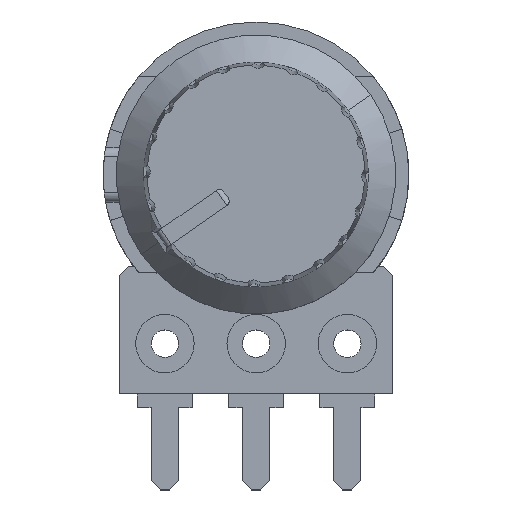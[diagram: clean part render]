
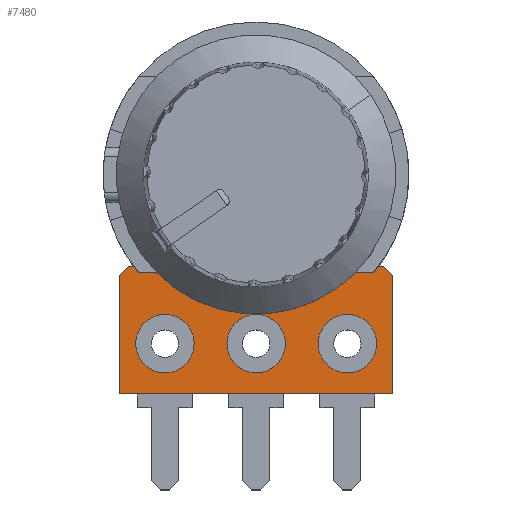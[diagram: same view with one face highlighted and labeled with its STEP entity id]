
A CAD part, top view. The second image highlights one B-rep face of the part: STEP entity #7480.
In plain terms, the highlighted planar face has unit normal (0, 0, 1).
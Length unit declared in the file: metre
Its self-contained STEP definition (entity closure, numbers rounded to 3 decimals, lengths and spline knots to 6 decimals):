
#28 = PLANE ( 'NONE',  #8572 ) ;
#70 = VERTEX_POINT ( 'NONE', #2915 ) ;
#199 = DIRECTION ( 'NONE',  ( 0., 0., 1. ) ) ;
#252 = CARTESIAN_POINT ( 'NONE',  ( -0.006719, -0.005, 0.0071 ) ) ;
#259 = EDGE_CURVE ( 'NONE', #738, #4748, #9885, .T. ) ;
#273 = CIRCLE ( 'NONE', #7222, 0.0016 ) ;
#337 = CARTESIAN_POINT ( 'NONE',  ( -0.004991, -0.00925, 0.0071 ) ) ;
#431 = VERTEX_POINT ( 'NONE', #252 ) ;
#436 = CARTESIAN_POINT ( 'NONE',  ( -0.001591, -0.00925, 0.0071 ) ) ;
#439 = FACE_OUTER_BOUND ( 'NONE', #3162, .T. ) ;
#458 = DIRECTION ( 'NONE',  ( 0., 0., 1. ) ) ;
#574 = EDGE_CURVE ( 'NONE', #4748, #738, #3633, .T. ) ;
#596 = CARTESIAN_POINT ( 'NONE',  ( 0.006719, -0.005, 0.0071 ) ) ;
#634 = CARTESIAN_POINT ( 'NONE',  ( -0.0075, -0.005, 0.0071 ) ) ;
#669 = VECTOR ( 'NONE', #5107, 1. ) ;
#738 = VERTEX_POINT ( 'NONE', #2843 ) ;
#744 = VECTOR ( 'NONE', #2520, 1. ) ;
#804 = CARTESIAN_POINT ( 'NONE',  ( -0.007, -0.005, 0.0071 ) ) ;
#915 = FACE_BOUND ( 'NONE', #2699, .T. ) ;
#1233 = CIRCLE ( 'NONE', #8457, 0.0016 ) ;
#1239 = VERTEX_POINT ( 'NONE', #804 ) ;
#1377 = DIRECTION ( 'NONE',  ( -1., 0., 0. ) ) ;
#1380 = ORIENTED_EDGE ( 'NONE', *, *, #7659, .T. ) ;
#1425 = DIRECTION ( 'NONE',  ( -1., 0., 0. ) ) ;
#1426 = CARTESIAN_POINT ( 'NONE',  ( -0.001, 0.001, 0.0071 ) ) ;
#1454 = DIRECTION ( 'NONE',  ( 0., 0., 1. ) ) ;
#1476 = CARTESIAN_POINT ( 'NONE',  ( -0.006423, -0.005375, 0.0071 ) ) ;
#1543 = LINE ( 'NONE', #2023, #669 ) ;
#1575 = EDGE_LOOP ( 'NONE', ( #8505, #8237 ) ) ;
#1604 = CARTESIAN_POINT ( 'NONE',  ( 0., 0., 0.0071 ) ) ;
#1824 = CARTESIAN_POINT ( 'NONE',  ( -0.006525, -0.005253, 0.0071 ) ) ;
#1914 = FACE_BOUND ( 'NONE', #7678, .T. ) ;
#1915 = ORIENTED_EDGE ( 'NONE', *, *, #3729, .T. ) ;
#1953 = EDGE_CURVE ( 'NONE', #9182, #2295, #273, .T. ) ;
#1986 = LINE ( 'NONE', #7200, #744 ) ;
#2023 = CARTESIAN_POINT ( 'NONE',  ( -0.0075, -0.005, 0.0071 ) ) ;
#2048 = CARTESIAN_POINT ( 'NONE',  ( -0.004991, -0.00925, 0.0071 ) ) ;
#2076 = DIRECTION ( 'NONE',  ( 0., 0., 1. ) ) ;
#2201 = ORIENTED_EDGE ( 'NONE', *, *, #3082, .T. ) ;
#2226 = CARTESIAN_POINT ( 'NONE',  ( 0.006719, -0.005, 0.0071 ) ) ;
#2295 = VERTEX_POINT ( 'NONE', #3882 ) ;
#2323 = DIRECTION ( 'NONE',  ( -0.707, 0.707, 0. ) ) ;
#2427 = CARTESIAN_POINT ( 'NONE',  ( 0.005009, -0.00925, 0.0071 ) ) ;
#2474 = LINE ( 'NONE', #9648, #10095 ) ;
#2520 = DIRECTION ( 'NONE',  ( 0., 1., 0. ) ) ;
#2527 = ORIENTED_EDGE ( 'NONE', *, *, #3865, .F. ) ;
#2559 = CARTESIAN_POINT ( 'NONE',  ( -0.006624, -0.005128, 0.0071 ) ) ;
#2561 = B_SPLINE_CURVE_WITH_KNOTS ( 'NONE', 3,
 ( #7836, #2559, #1824, #3420 ),
 .UNSPECIFIED., .F., .F.,
 ( 4, 4 ),
 ( 0.958736, 1. ),
 .UNSPECIFIED. ) ;
#2609 = AXIS2_PLACEMENT_3D ( 'NONE', #2427, #4009, #9395 ) ;
#2625 = ORIENTED_EDGE ( 'NONE', *, *, #3758, .F. ) ;
#2644 = VECTOR ( 'NONE', #1377, 1. ) ;
#2699 = EDGE_LOOP ( 'NONE', ( #7482, #7976 ) ) ;
#2749 = CARTESIAN_POINT ( 'NONE',  ( 0.007, -0.005, 0.0071 ) ) ;
#2843 = CARTESIAN_POINT ( 'NONE',  ( 0.003409, -0.00925, 0.0071 ) ) ;
#2915 = CARTESIAN_POINT ( 'NONE',  ( 0.006423, -0.005375, 0.0071 ) ) ;
#2949 = VERTEX_POINT ( 'NONE', #6562 ) ;
#3082 = EDGE_CURVE ( 'NONE', #1239, #5255, #7400, .T. ) ;
#3134 = CARTESIAN_POINT ( 'NONE',  ( -0.006591, -0.00925, 0.0071 ) ) ;
#3162 = EDGE_LOOP ( 'NONE', ( #1915, #7956, #6369, #5417, #2625, #2527, #10059, #2201, #1380, #5890 ) ) ;
#3196 = DIRECTION ( 'NONE',  ( 1., 0., 0. ) ) ;
#3312 = DIRECTION ( 'NONE',  ( 1., 0., 0. ) ) ;
#3420 = CARTESIAN_POINT ( 'NONE',  ( -0.006423, -0.005375, 0.0071 ) ) ;
#3633 = CIRCLE ( 'NONE', #10088, 0.0016 ) ;
#3729 = EDGE_CURVE ( 'NONE', #6738, #4506, #1986, .T. ) ;
#3758 = EDGE_CURVE ( 'NONE', #7076, #70, #2474, .T. ) ;
#3865 = EDGE_CURVE ( 'NONE', #431, #7076, #2561, .T. ) ;
#3876 = LINE ( 'NONE', #634, #5365 ) ;
#3882 = CARTESIAN_POINT ( 'NONE',  ( -0.003391, -0.00925, 0.0071 ) ) ;
#4009 = DIRECTION ( 'NONE',  ( 0., 0., 1. ) ) ;
#4265 = FACE_BOUND ( 'NONE', #1575, .T. ) ;
#4351 = B_SPLINE_CURVE_WITH_KNOTS ( 'NONE', 3,
 ( #5328, #6903, #5979, #596 ),
 .UNSPECIFIED., .F., .F.,
 ( 4, 4 ),
 ( 0., 0.041106 ),
 .UNSPECIFIED. ) ;
#4506 = VERTEX_POINT ( 'NONE', #10039 ) ;
#4648 = VERTEX_POINT ( 'NONE', #2226 ) ;
#4665 = EDGE_CURVE ( 'NONE', #7485, #8352, #1233, .T. ) ;
#4669 = DIRECTION ( 'NONE',  ( -0.707, -0.707, 0. ) ) ;
#4695 = CARTESIAN_POINT ( 'NONE',  ( 0.000009, -0.00925, 0.0071 ) ) ;
#4697 = ORIENTED_EDGE ( 'NONE', *, *, #259, .F. ) ;
#4748 = VERTEX_POINT ( 'NONE', #7460 ) ;
#5050 = AXIS2_PLACEMENT_3D ( 'NONE', #2048, #7536, #9074 ) ;
#5107 = DIRECTION ( 'NONE',  ( 0., -1., 0. ) ) ;
#5121 = LINE ( 'NONE', #8516, #2644 ) ;
#5254 = CIRCLE ( 'NONE', #7915, 0.0016 ) ;
#5255 = VERTEX_POINT ( 'NONE', #6344 ) ;
#5328 = CARTESIAN_POINT ( 'NONE',  ( 0.006423, -0.005375, 0.0071 ) ) ;
#5365 = VECTOR ( 'NONE', #1425, 1. ) ;
#5417 = ORIENTED_EDGE ( 'NONE', *, *, #5457, .F. ) ;
#5457 = EDGE_CURVE ( 'NONE', #70, #4648, #4351, .T. ) ;
#5712 = LINE ( 'NONE', #8893, #7543 ) ;
#5745 = DIRECTION ( 'NONE',  ( 1., 0., 0. ) ) ;
#5890 = ORIENTED_EDGE ( 'NONE', *, *, #9052, .T. ) ;
#5892 = EDGE_CURVE ( 'NONE', #2295, #9182, #9807, .T. ) ;
#5941 = CARTESIAN_POINT ( 'NONE',  ( 0.005009, -0.00925, 0.0071 ) ) ;
#5979 = CARTESIAN_POINT ( 'NONE',  ( 0.006624, -0.005128, 0.0071 ) ) ;
#6344 = CARTESIAN_POINT ( 'NONE',  ( -0.0075, -0.0055, 0.0071 ) ) ;
#6369 = ORIENTED_EDGE ( 'NONE', *, *, #8761, .T. ) ;
#6562 = CARTESIAN_POINT ( 'NONE',  ( -0.0075, -0.012, 0.0071 ) ) ;
#6724 = DIRECTION ( 'NONE',  ( 1., 0., 0. ) ) ;
#6729 = DIRECTION ( 'NONE',  ( 1., 0., 0. ) ) ;
#6738 = VERTEX_POINT ( 'NONE', #7773 ) ;
#6903 = CARTESIAN_POINT ( 'NONE',  ( 0.006525, -0.005253, 0.0071 ) ) ;
#6914 = VECTOR ( 'NONE', #4669, 1. ) ;
#7021 = EDGE_CURVE ( 'NONE', #8352, #7485, #5254, .T. ) ;
#7031 = CARTESIAN_POINT ( 'NONE',  ( 0.001, 0.001, 0.0071 ) ) ;
#7076 = VERTEX_POINT ( 'NONE', #1476 ) ;
#7132 = DIRECTION ( 'NONE',  ( 0., 0., 1. ) ) ;
#7200 = CARTESIAN_POINT ( 'NONE',  ( 0.0075, -0.005, 0.0071 ) ) ;
#7222 = AXIS2_PLACEMENT_3D ( 'NONE', #337, #199, #5745 ) ;
#7400 = LINE ( 'NONE', #1426, #6914 ) ;
#7423 = LINE ( 'NONE', #7031, #8757 ) ;
#7460 = CARTESIAN_POINT ( 'NONE',  ( 0.006609, -0.00925, 0.0071 ) ) ;
#7480 = ADVANCED_FACE ( 'NONE', ( #915, #1914, #4265, #439 ), #28, .T. ) ;
#7482 = ORIENTED_EDGE ( 'NONE', *, *, #1953, .F. ) ;
#7485 = VERTEX_POINT ( 'NONE', #8741 ) ;
#7535 = CARTESIAN_POINT ( 'NONE',  ( 0.000009, -0.00925, 0.0071 ) ) ;
#7536 = DIRECTION ( 'NONE',  ( 0., 0., 1. ) ) ;
#7543 = VECTOR ( 'NONE', #9712, 1. ) ;
#7612 = VERTEX_POINT ( 'NONE', #2749 ) ;
#7659 = EDGE_CURVE ( 'NONE', #5255, #2949, #1543, .T. ) ;
#7678 = EDGE_LOOP ( 'NONE', ( #4697, #7937 ) ) ;
#7773 = CARTESIAN_POINT ( 'NONE',  ( 0.0075, -0.012, 0.0071 ) ) ;
#7836 = CARTESIAN_POINT ( 'NONE',  ( -0.006719, -0.005, 0.0071 ) ) ;
#7915 = AXIS2_PLACEMENT_3D ( 'NONE', #7535, #2076, #6724 ) ;
#7937 = ORIENTED_EDGE ( 'NONE', *, *, #574, .F. ) ;
#7956 = ORIENTED_EDGE ( 'NONE', *, *, #8821, .T. ) ;
#7976 = ORIENTED_EDGE ( 'NONE', *, *, #5892, .F. ) ;
#8237 = ORIENTED_EDGE ( 'NONE', *, *, #4665, .F. ) ;
#8352 = VERTEX_POINT ( 'NONE', #436 ) ;
#8457 = AXIS2_PLACEMENT_3D ( 'NONE', #4695, #1454, #10073 ) ;
#8465 = EDGE_CURVE ( 'NONE', #431, #1239, #3876, .T. ) ;
#8505 = ORIENTED_EDGE ( 'NONE', *, *, #7021, .F. ) ;
#8516 = CARTESIAN_POINT ( 'NONE',  ( 0.006719, -0.005, 0.0071 ) ) ;
#8572 = AXIS2_PLACEMENT_3D ( 'NONE', #1604, #7132, #3196 ) ;
#8741 = CARTESIAN_POINT ( 'NONE',  ( 0.001609, -0.00925, 0.0071 ) ) ;
#8757 = VECTOR ( 'NONE', #2323, 1. ) ;
#8761 = EDGE_CURVE ( 'NONE', #7612, #4648, #5121, .T. ) ;
#8821 = EDGE_CURVE ( 'NONE', #4506, #7612, #7423, .T. ) ;
#8893 = CARTESIAN_POINT ( 'NONE',  ( -0.0075, -0.012, 0.0071 ) ) ;
#9052 = EDGE_CURVE ( 'NONE', #2949, #6738, #5712, .T. ) ;
#9074 = DIRECTION ( 'NONE',  ( 1., 0., 0. ) ) ;
#9182 = VERTEX_POINT ( 'NONE', #3134 ) ;
#9395 = DIRECTION ( 'NONE',  ( 1., 0., 0. ) ) ;
#9648 = CARTESIAN_POINT ( 'NONE',  ( -0.006423, -0.005375, 0.0071 ) ) ;
#9712 = DIRECTION ( 'NONE',  ( 1., 0., 0. ) ) ;
#9807 = CIRCLE ( 'NONE', #5050, 0.0016 ) ;
#9885 = CIRCLE ( 'NONE', #2609, 0.0016 ) ;
#10039 = CARTESIAN_POINT ( 'NONE',  ( 0.0075, -0.0055, 0.0071 ) ) ;
#10059 = ORIENTED_EDGE ( 'NONE', *, *, #8465, .T. ) ;
#10073 = DIRECTION ( 'NONE',  ( 1., 0., 0. ) ) ;
#10088 = AXIS2_PLACEMENT_3D ( 'NONE', #5941, #458, #6729 ) ;
#10095 = VECTOR ( 'NONE', #3312, 1. ) ;
